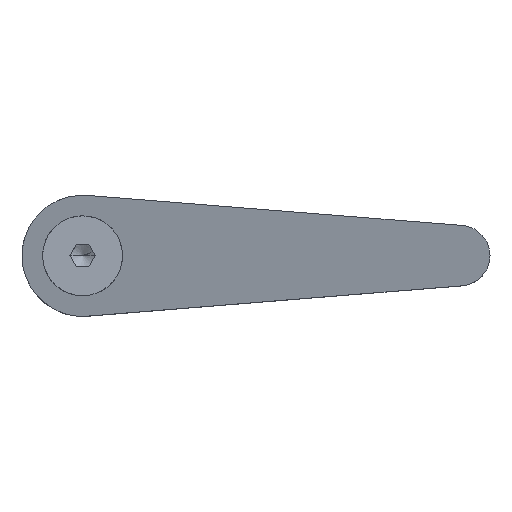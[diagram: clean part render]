
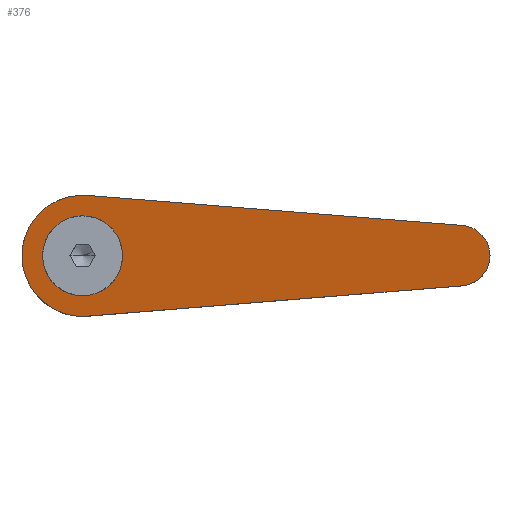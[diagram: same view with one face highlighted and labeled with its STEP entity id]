
A CAD part, top view. The second image highlights one B-rep face of the part: STEP entity #376.
In plain terms, the highlighted planar face has unit normal (-0.259, 0, 0.966).
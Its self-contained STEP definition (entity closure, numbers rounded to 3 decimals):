
#216=EDGE_CURVE('',#316,#252,#567,.T.);
#230=VERTEX_POINT('',#582);
#252=VERTEX_POINT('',#607);
#290=VERTEX_POINT('',#649);
#316=VERTEX_POINT('',#677);
#362=EDGE_CURVE('',#488,#230,#728,.T.);
#366=EDGE_CURVE('',#230,#370,#732,.T.);
#370=VERTEX_POINT('',#736);
#376=ADVANCED_FACE('',(#743,#744),#745,.F.);
#462=EDGE_CURVE('',#252,#520,#841,.T.);
#476=EDGE_CURVE('',#520,#316,#859,.T.);
#480=EDGE_CURVE('',#290,#510,#865,.T.);
#482=EDGE_CURVE('',#370,#290,#867,.T.);
#488=VERTEX_POINT('',#873);
#498=EDGE_CURVE('',#510,#488,#883,.T.);
#510=VERTEX_POINT('',#895);
#520=VERTEX_POINT('',#907);
#567=ELLIPSE('',#965,7.506,7.25);
#582=CARTESIAN_POINT('',(-11.0,0.,61.9));
#607=CARTESIAN_POINT('',(0.,7.25,64.85));
#649=CARTESIAN_POINT('',(68.942,-5.482,83.34));
#677=CARTESIAN_POINT('',(0.,-7.25,64.85));
#728=ELLIPSE('',#1194,11.389,11.0);
#732=ELLIPSE('',#1200,11.389,11.0);
#736=CARTESIAN_POINT('',(0.883,-10.964,65.087));
#743=FACE_OUTER_BOUND('',#1214,.T.);
#744=FACE_BOUND('',#1215,.T.);
#745=PLANE('',#1216);
#841=ELLIPSE('',#1380,7.506,7.25);
#859=ELLIPSE('',#1401,7.506,7.25);
#865=ELLIPSE('',#1408,5.694,5.5);
#867=LINE('',#1411,#1412);
#873=CARTESIAN_POINT('',(0.883,10.964,65.087));
#883=LINE('',#1445,#1446);
#895=CARTESIAN_POINT('',(68.942,5.482,83.34));
#907=CARTESIAN_POINT('',(-0.793,7.207,64.638));
#965=AXIS2_PLACEMENT_3D('',#1512,#1513,#1514);
#1194=AXIS2_PLACEMENT_3D('',#1681,#1682,#1683);
#1200=AXIS2_PLACEMENT_3D('',#1687,#1688,#1689);
#1214=EDGE_LOOP('',(#1704,#1705,#1706,#1707,#1708));
#1215=EDGE_LOOP('',(#1709,#1710,#1711));
#1216=AXIS2_PLACEMENT_3D('',#1712,#1713,#1714);
#1380=AXIS2_PLACEMENT_3D('',#1824,#1825,#1826);
#1401=AXIS2_PLACEMENT_3D('',#1864,#1865,#1866);
#1408=AXIS2_PLACEMENT_3D('',#1875,#1876,#1877);
#1411=CARTESIAN_POINT('',(71.308,-5.292,83.975));
#1412=VECTOR('',#1878,1.0);
#1445=CARTESIAN_POINT('',(39.549,7.85,75.457));
#1446=VECTOR('',#1882,1.0);
#1512=CARTESIAN_POINT('',(0.,0.,64.85));
#1513=DIRECTION('',(-0.259,0.,0.966));
#1514=DIRECTION('',(-0.966,0.0,-0.259));
#1681=CARTESIAN_POINT('',(0.,0.,64.85));
#1682=DIRECTION('',(-0.259,0.,0.966));
#1683=DIRECTION('',(-0.966,0.,-0.259));
#1687=CARTESIAN_POINT('',(0.,0.,64.85));
#1688=DIRECTION('',(-0.259,0.,0.966));
#1689=DIRECTION('',(-0.966,0.,-0.259));
#1704=ORIENTED_EDGE('',*,*,#362,.T.);
#1705=ORIENTED_EDGE('',*,*,#366,.T.);
#1706=ORIENTED_EDGE('',*,*,#482,.T.);
#1707=ORIENTED_EDGE('',*,*,#480,.T.);
#1708=ORIENTED_EDGE('',*,*,#498,.T.);
#1709=ORIENTED_EDGE('',*,*,#476,.F.);
#1710=ORIENTED_EDGE('',*,*,#462,.F.);
#1711=ORIENTED_EDGE('',*,*,#216,.F.);
#1712=CARTESIAN_POINT('',(32.975,0.,73.694));
#1713=DIRECTION('',(0.259,0.,-0.966));
#1714=DIRECTION('',(0.25,0.966,0.067));
#1824=CARTESIAN_POINT('',(0.,0.,64.85));
#1825=DIRECTION('',(-0.259,0.,0.966));
#1826=DIRECTION('',(-0.966,0.0,-0.259));
#1864=CARTESIAN_POINT('',(0.,0.,64.85));
#1865=DIRECTION('',(-0.259,0.,0.966));
#1866=DIRECTION('',(-0.966,0.0,-0.259));
#1875=CARTESIAN_POINT('',(68.5,0.0,83.222));
#1876=DIRECTION('',(-0.259,0.,0.966));
#1877=DIRECTION('',(0.966,0.,0.259));
#1878=DIRECTION('',(0.963,0.078,0.258));
#1882=DIRECTION('',(-0.963,0.078,-0.258));
